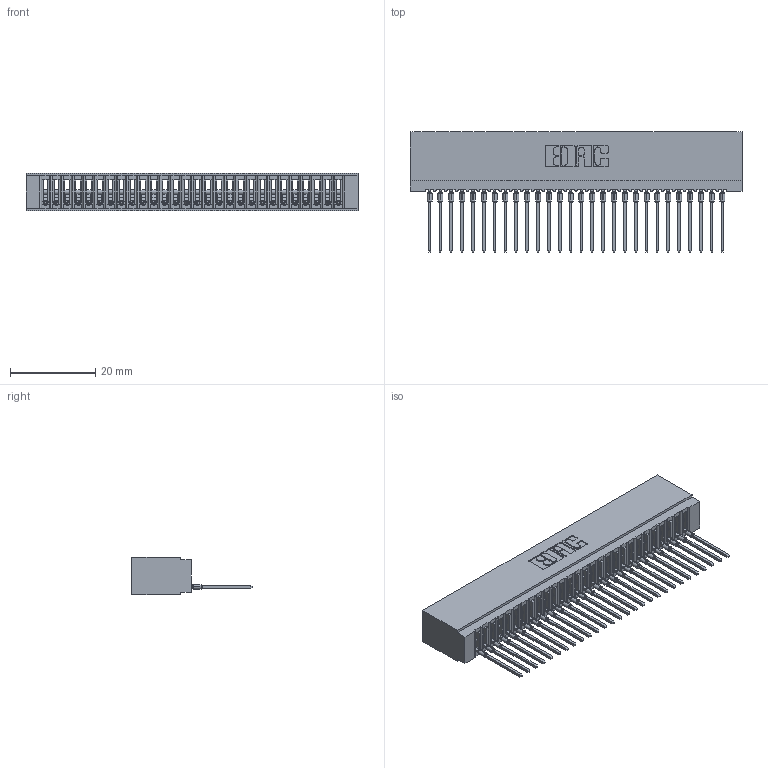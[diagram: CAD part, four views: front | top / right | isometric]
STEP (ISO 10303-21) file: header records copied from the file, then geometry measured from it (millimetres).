
FILE_DESCRIPTION (( 'STEP AP203' ), '1' );
FILE_NAME ('725-028-540-101.STEP', '2026-03-05T21:43:33', ( '' ), ( '' ), 'SwSTEP 2.0', 'SolidWorks 2023', '' );
FILE_SCHEMA (( 'CONFIG_CONTROL_DESIGN' ));
Length unit declared in the file: millimetre
Products named in the file (3): 745-292-001_540; 725-028-540-101; 725 Part_Insulator Option - 01
Assembly tree (29 placements, depth 2):
  725-028-540-101
    725 Part_Insulator Option - 01
    745-292-001_540  x28
Bounding box: 77.72 x 28.21 x 8.89 mm (x, y, z)
Volume: 6042.6 mm3; surface area: 11681.9 mm2
Topology: 29 solids, 29 shells, 3231 faces, 8878 edges, 5600 vertices
Faces by surface type: plane 1931, cylinder 572, bspline 560, torus 168
Entity records: 48118 total; most frequent: CARTESIAN_POINT 8979, ORIENTED_EDGE 8414, DIRECTION 7309, EDGE_CURVE 4207, VECTOR 3857, LINE 3857, VERTEX_POINT 2684, AXIS2_PLACEMENT_3D 1726
